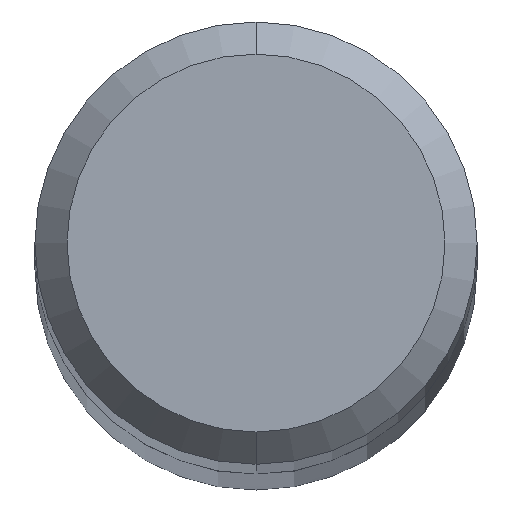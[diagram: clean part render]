
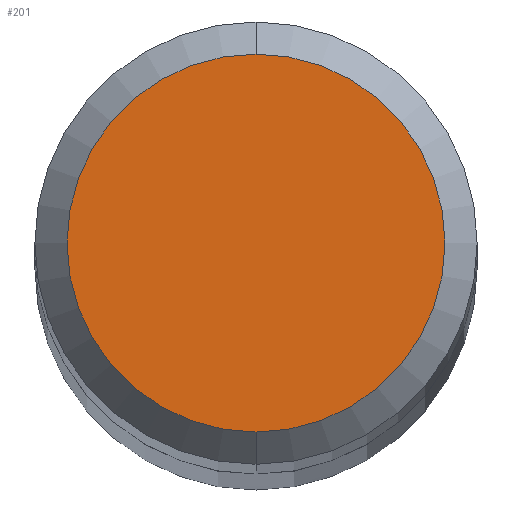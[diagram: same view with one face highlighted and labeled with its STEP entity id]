
A CAD part, top view. The second image highlights one B-rep face of the part: STEP entity #201.
In plain terms, the highlighted planar face has unit normal (0, 0, 1).
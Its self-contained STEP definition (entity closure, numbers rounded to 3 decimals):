
#199=EDGE_CURVE('',#223,#411,#476,.T.);
#201=ADVANCED_FACE('',(#478),#479,.T.);
#223=VERTEX_POINT('',#501);
#391=EDGE_CURVE('',#411,#223,#689,.T.);
#411=VERTEX_POINT('',#711);
#476=CIRCLE('',#820,2.35);
#478=FACE_OUTER_BOUND('',#822,.T.);
#479=PLANE('',#823);
#501=CARTESIAN_POINT('',(0.,-2.35,0.0));
#689=CIRCLE('',#1237,2.35);
#711=CARTESIAN_POINT('',(0.0,2.35,0.0));
#820=AXIS2_PLACEMENT_3D('',#1343,#1344,#1345);
#822=EDGE_LOOP('',(#1347,#1348));
#823=AXIS2_PLACEMENT_3D('',#1349,#1350,#1351);
#1237=AXIS2_PLACEMENT_3D('',#1598,#1599,#1600);
#1343=CARTESIAN_POINT('',(0.0,0.0,0.0));
#1344=DIRECTION('',(0.0,0.0,-1.0));
#1345=DIRECTION('',(0.0,1.0,0.0));
#1347=ORIENTED_EDGE('',*,*,#391,.F.);
#1348=ORIENTED_EDGE('',*,*,#199,.F.);
#1349=CARTESIAN_POINT('',(0.0,1.175,0.0));
#1350=DIRECTION('',(-0.0,0.0,1.0));
#1351=DIRECTION('',(0.0,-1.0,0.0));
#1598=CARTESIAN_POINT('',(0.0,0.0,0.0));
#1599=DIRECTION('',(0.0,0.0,-1.0));
#1600=DIRECTION('',(0.0,1.0,0.0));
